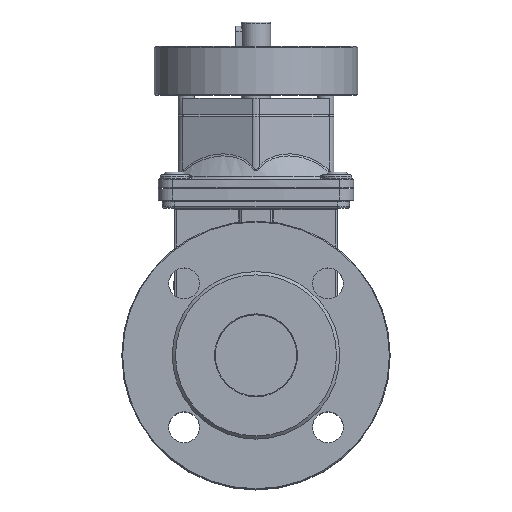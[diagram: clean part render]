
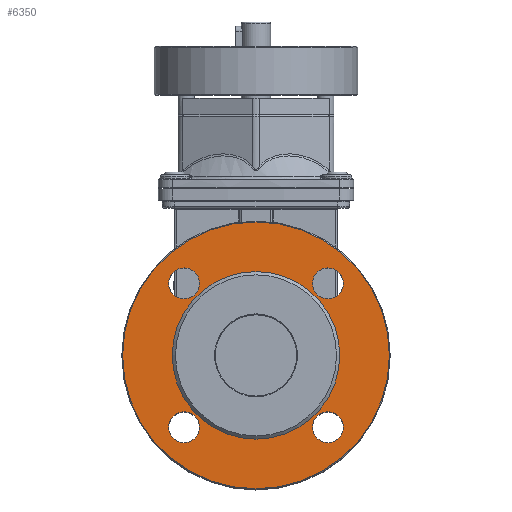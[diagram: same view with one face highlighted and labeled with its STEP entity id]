
A CAD part, top view. The second image highlights one B-rep face of the part: STEP entity #6350.
In plain terms, the highlighted planar face has unit normal (0, 0, 1).
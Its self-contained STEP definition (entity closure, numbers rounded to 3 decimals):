
#246=FACE_BOUND('',#1151,.T.);
#247=FACE_BOUND('',#1152,.T.);
#248=FACE_BOUND('',#1153,.T.);
#249=FACE_BOUND('',#1154,.T.);
#250=FACE_BOUND('',#1155,.T.);
#377=PLANE('',#7085);
#729=FACE_OUTER_BOUND('',#1150,.T.);
#1150=EDGE_LOOP('',(#5466));
#1151=EDGE_LOOP('',(#5467));
#1152=EDGE_LOOP('',(#5468));
#1153=EDGE_LOOP('',(#5469));
#1154=EDGE_LOOP('',(#5470));
#1155=EDGE_LOOP('',(#5471));
#1498=CIRCLE('',#7080,82.);
#1502=CIRCLE('',#7086,51.5);
#1503=CIRCLE('',#7087,9.5);
#1504=CIRCLE('',#7088,9.5);
#1505=CIRCLE('',#7089,9.5);
#1506=CIRCLE('',#7090,9.5);
#2895=VERTEX_POINT('',#14997);
#2898=VERTEX_POINT('',#15008);
#2899=VERTEX_POINT('',#15010);
#2900=VERTEX_POINT('',#15012);
#2901=VERTEX_POINT('',#15014);
#2902=VERTEX_POINT('',#15016);
#3754=EDGE_CURVE('',#2895,#2895,#1498,.T.);
#3759=EDGE_CURVE('',#2898,#2898,#1502,.T.);
#3760=EDGE_CURVE('',#2899,#2899,#1503,.T.);
#3761=EDGE_CURVE('',#2900,#2900,#1504,.T.);
#3762=EDGE_CURVE('',#2901,#2901,#1505,.T.);
#3763=EDGE_CURVE('',#2902,#2902,#1506,.T.);
#5466=ORIENTED_EDGE('',*,*,#3754,.F.);
#5467=ORIENTED_EDGE('',*,*,#3759,.F.);
#5468=ORIENTED_EDGE('',*,*,#3760,.F.);
#5469=ORIENTED_EDGE('',*,*,#3761,.F.);
#5470=ORIENTED_EDGE('',*,*,#3762,.F.);
#5471=ORIENTED_EDGE('',*,*,#3763,.F.);
#6350=ADVANCED_FACE('',(#729,#246,#247,#248,#249,#250),#377,.F.);
#7080=AXIS2_PLACEMENT_3D('',#14999,#8694,#8695);
#7085=AXIS2_PLACEMENT_3D('',#15007,#8705,#8706);
#7086=AXIS2_PLACEMENT_3D('',#15009,#8707,#8708);
#7087=AXIS2_PLACEMENT_3D('',#15011,#8709,#8710);
#7088=AXIS2_PLACEMENT_3D('',#15013,#8711,#8712);
#7089=AXIS2_PLACEMENT_3D('',#15015,#8713,#8714);
#7090=AXIS2_PLACEMENT_3D('',#15017,#8715,#8716);
#8694=DIRECTION('center_axis',(0.,0.,-1.));
#8695=DIRECTION('ref_axis',(1.,0.,0.));
#8705=DIRECTION('center_axis',(0.,0.,-1.));
#8706=DIRECTION('ref_axis',(-1.,0.,0.));
#8707=DIRECTION('center_axis',(0.,0.,1.));
#8708=DIRECTION('ref_axis',(-1.,0.,0.));
#8709=DIRECTION('center_axis',(0.,0.,1.));
#8710=DIRECTION('ref_axis',(1.,0.,0.));
#8711=DIRECTION('center_axis',(0.,0.,1.));
#8712=DIRECTION('ref_axis',(1.,0.,0.));
#8713=DIRECTION('center_axis',(0.,0.,1.));
#8714=DIRECTION('ref_axis',(1.,0.,0.));
#8715=DIRECTION('center_axis',(0.,0.,1.));
#8716=DIRECTION('ref_axis',(1.,0.,0.));
#14997=CARTESIAN_POINT('',(-82.,0.,0.));
#14999=CARTESIAN_POINT('Origin',(0.,0.,0.));
#15007=CARTESIAN_POINT('Origin',(0.,0.,0.));
#15008=CARTESIAN_POINT('',(51.5,0.,0.));
#15009=CARTESIAN_POINT('Origin',(0.,0.,0.));
#15010=CARTESIAN_POINT('',(-53.694,-44.194,0.));
#15011=CARTESIAN_POINT('Origin',(-44.194,-44.194,0.));
#15012=CARTESIAN_POINT('',(34.694,-44.194,0.));
#15013=CARTESIAN_POINT('Origin',(44.194,-44.194,0.));
#15014=CARTESIAN_POINT('',(34.694,44.194,0.));
#15015=CARTESIAN_POINT('Origin',(44.194,44.194,0.));
#15016=CARTESIAN_POINT('',(-53.694,44.194,0.));
#15017=CARTESIAN_POINT('Origin',(-44.194,44.194,0.));
